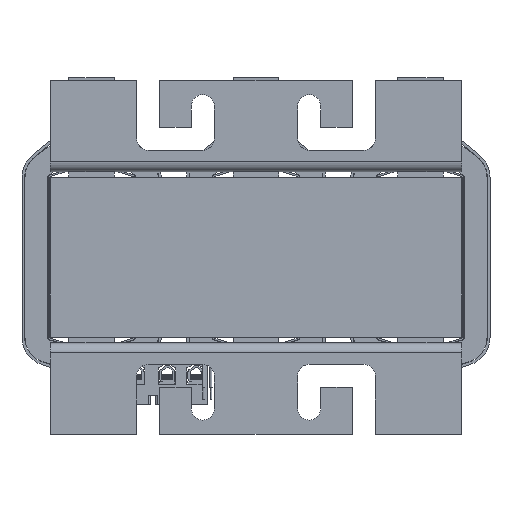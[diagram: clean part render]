
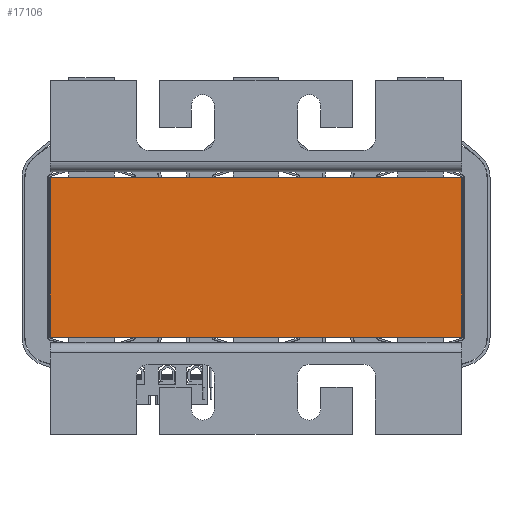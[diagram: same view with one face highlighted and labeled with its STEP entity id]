
A CAD part, front view. The second image highlights one B-rep face of the part: STEP entity #17106.
In plain terms, the highlighted planar face has unit normal (0, -1, 0).
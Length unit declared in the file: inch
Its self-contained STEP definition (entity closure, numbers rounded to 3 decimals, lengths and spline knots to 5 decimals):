
#1142=PLANE('',#18584);
#1755=FACE_OUTER_BOUND('',#2725,.T.);
#2725=EDGE_LOOP('',(#12628,#12629,#12630,#12631));
#3942=LINE('',#24913,#5675);
#3947=LINE('',#24922,#5680);
#3951=LINE('',#24930,#5684);
#3952=LINE('',#24932,#5685);
#5675=VECTOR('',#20523,0.3937);
#5680=VECTOR('',#20530,0.3937);
#5684=VECTOR('',#20538,0.3937);
#5685=VECTOR('',#20541,0.3937);
#7790=VERTEX_POINT('',#24909);
#7792=VERTEX_POINT('',#24912);
#7794=VERTEX_POINT('',#24918);
#7797=VERTEX_POINT('',#24928);
#9615=EDGE_CURVE('',#7792,#7790,#3942,.T.);
#9620=EDGE_CURVE('',#7794,#7792,#3947,.T.);
#9624=EDGE_CURVE('',#7790,#7797,#3951,.T.);
#9625=EDGE_CURVE('',#7797,#7794,#3952,.T.);
#12628=ORIENTED_EDGE('',*,*,#9625,.T.);
#12629=ORIENTED_EDGE('',*,*,#9620,.T.);
#12630=ORIENTED_EDGE('',*,*,#9615,.T.);
#12631=ORIENTED_EDGE('',*,*,#9624,.T.);
#17106=ADVANCED_FACE('',(#1755),#1142,.T.);
#18584=AXIS2_PLACEMENT_3D('',#24931,#20539,#20540);
#20523=DIRECTION('',(1.,0.,0.));
#20530=DIRECTION('',(0.,0.,-1.));
#20538=DIRECTION('',(0.,0.,1.));
#20539=DIRECTION('center_axis',(0.,-1.,0.));
#20540=DIRECTION('ref_axis',(0.,0.,-1.));
#20541=DIRECTION('',(-1.,0.,0.));
#24909=CARTESIAN_POINT('',(7.71526,-0.95864,-1.75));
#24912=CARTESIAN_POINT('',(-1.28474,-0.95864,-1.75));
#24913=CARTESIAN_POINT('',(7.71526,-0.95864,-1.75));
#24918=CARTESIAN_POINT('',(-1.28474,-0.95864,1.75));
#24922=CARTESIAN_POINT('',(-1.28474,-0.95864,0.));
#24928=CARTESIAN_POINT('',(7.71526,-0.95864,1.75));
#24930=CARTESIAN_POINT('',(7.71526,-0.95864,0.));
#24931=CARTESIAN_POINT('Origin',(7.71526,-0.95864,0.));
#24932=CARTESIAN_POINT('',(7.71526,-0.95864,1.75));
